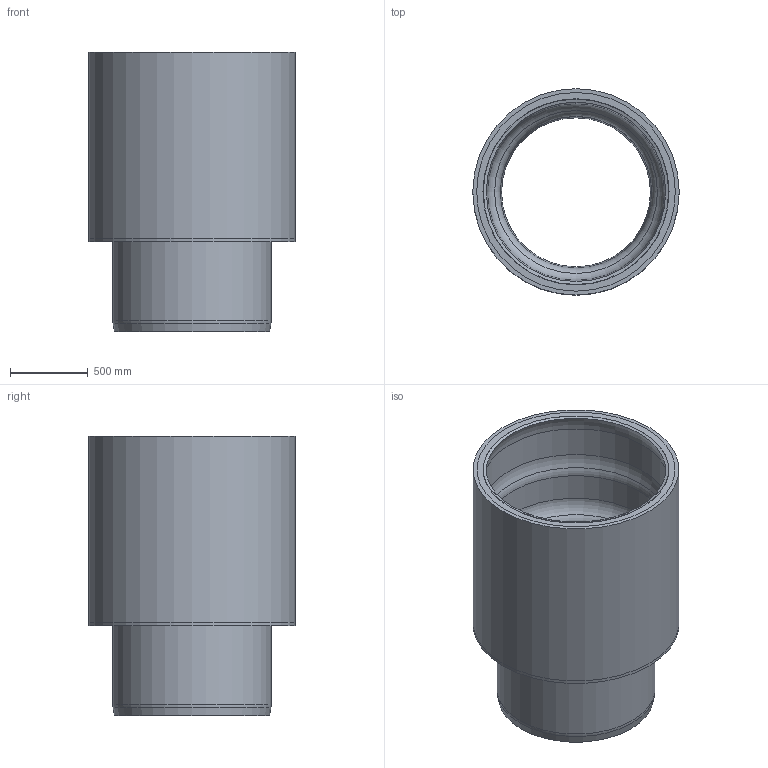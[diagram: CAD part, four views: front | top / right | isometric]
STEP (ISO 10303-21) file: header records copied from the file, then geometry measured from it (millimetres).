
FILE_DESCRIPTION(/* description */ (''),/* implementation_level */ '2;1');
FILE_NAME(/* name */ '58075.100X_3D.stp',/* time_stamp */ '2024-12-12T09:48:35+01:00',/* author */ ('CAD'),/* organization */ (''),/* preprocessor_version */ 'ST-DEVELOPER v20',/* originating_system */ 'AutoCAD Mechanical',/* authorisation */ '');
FILE_SCHEMA (('AUTOMOTIVE_DESIGN { 1 0 10303 214 3 1 1 }'));
Length unit declared in the file: centimetre
Products named in the file (1): Product
Bounding box: 1330 x 1330 x 1800 mm (x, y, z)
Volume: 319694994.4 mm3; surface area: 33642446.8 mm2
Topology: 3 solids, 4 shells, 48 faces, 107 edges, 65 vertices
Faces by surface type: torus 17, cylinder 13, cone 10, plane 8
Full cylindrical faces by diameter (mm): 980 x1, 1020 x3, 1140 x1, 1180 x2, 1240 x1, 1280 x3, 1330 x2
Entity records: 1417 total; most frequent: DIRECTION 287, CARTESIAN_POINT 221, ORIENTED_EDGE 212, AXIS2_PLACEMENT_3D 131, EDGE_CURVE 107, CIRCLE 82, VERTEX_POINT 65, EDGE_LOOP 54
